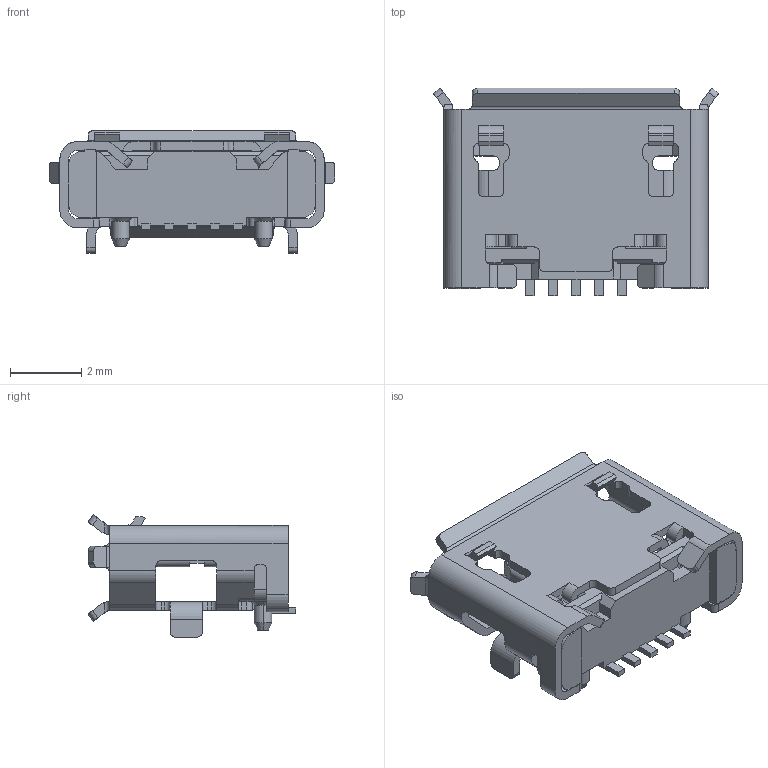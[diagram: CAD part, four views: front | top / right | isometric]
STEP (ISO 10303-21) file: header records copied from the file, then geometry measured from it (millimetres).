
FILE_DESCRIPTION(('CoCreate Modeling STEP Export'),'2;1');
FILE_NAME('DSFAS.stp','2018-03-07T16:21:34',(''),(''),'CoCreate Modeling STEP processor for AP214 (Solid Model)','CoCreate Modeling 16.00 13-May-2008 (C) Parametric Technology GmbH','');
FILE_SCHEMA(('AUTOMOTIVE_DESIGN { 1 0 10303 214 1 1 1 1 }'));
Length unit declared in the file: millimetre
Products named in the file (5): 铁壳; housing; termina; 半成品; 成品
Assembly tree (4 placements, depth 3):
  成品
    半成品
      termina
      housing
    铁壳
Bounding box: 8 x 5.82 x 3.43 mm (x, y, z)
Volume: 39.6 mm3; surface area: 253.4 mm2
Topology: 1 solids, 11 shells, 778 faces, 2200 edges, 1423 vertices
Faces by surface type: plane 508, cylinder 252, cone 18
Entity records: 24712 total; most frequent: CARTESIAN_POINT 4592, ORIENTED_EDGE 4424, DIRECTION 3970, EDGE_CURVE 2200, VECTOR 1574, LINE 1574, VERTEX_POINT 1423, AXIS2_PLACEMENT_3D 1198
